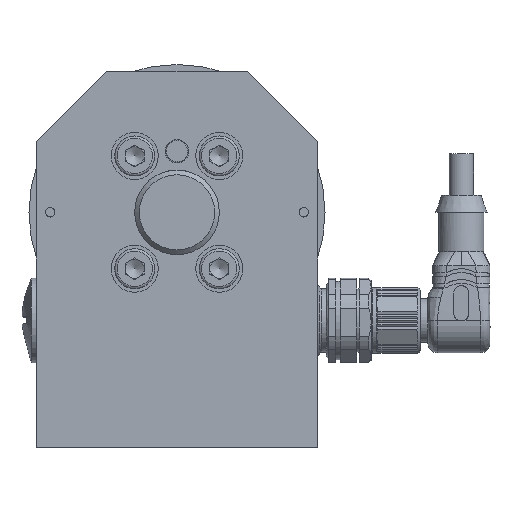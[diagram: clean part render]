
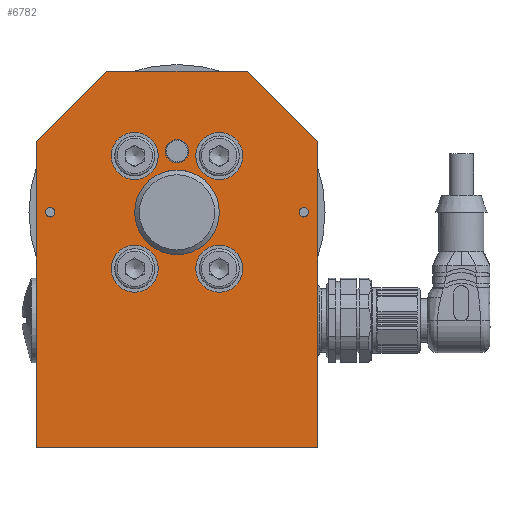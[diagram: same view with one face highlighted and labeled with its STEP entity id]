
A CAD part, top view. The second image highlights one B-rep face of the part: STEP entity #6782.
In plain terms, the highlighted planar face has unit normal (0, 0, 1).
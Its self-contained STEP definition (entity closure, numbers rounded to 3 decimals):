
#407 = ORIENTED_EDGE ( 'NONE', *, *, #15426, .F. ) ;
#640 = VECTOR ( 'NONE', #4283, 1000. ) ;
#653 = VERTEX_POINT ( 'NONE', #29479 ) ;
#975 = DIRECTION ( 'NONE',  ( 0., 0., 1. ) ) ;
#1131 = CARTESIAN_POINT ( 'NONE',  ( 0., 63., 13. ) ) ;
#1693 = VERTEX_POINT ( 'NONE', #20505 ) ;
#1807 = CARTESIAN_POINT ( 'NONE',  ( -30., 0., 13. ) ) ;
#1949 = EDGE_LOOP ( 'NONE', ( #20920 ) ) ;
#2068 = ORIENTED_EDGE ( 'NONE', *, *, #9759, .T. ) ;
#2075 = CIRCLE ( 'NONE', #27215, 1. ) ;
#2080 = CARTESIAN_POINT ( 'NONE',  ( 30., 0., 13. ) ) ;
#2523 = VECTOR ( 'NONE', #24340, 1000. ) ;
#2681 = CARTESIAN_POINT ( 'NONE',  ( 14., 62., 13. ) ) ;
#2712 = CARTESIAN_POINT ( 'NONE',  ( 0., 50., 13. ) ) ;
#3809 = LINE ( 'NONE', #10934, #9246 ) ;
#3976 = VERTEX_POINT ( 'NONE', #22812 ) ;
#3998 = VERTEX_POINT ( 'NONE', #13533 ) ;
#4248 = DIRECTION ( 'NONE',  ( 0., 0., 1. ) ) ;
#4280 = VERTEX_POINT ( 'NONE', #13705 ) ;
#4283 = DIRECTION ( 'NONE',  ( 1., 0., 0. ) ) ;
#4498 = DIRECTION ( 'NONE',  ( 1., 0., 0. ) ) ;
#4593 = EDGE_CURVE ( 'NONE', #17815, #3998, #19756, .T. ) ;
#4623 = CARTESIAN_POINT ( 'NONE',  ( -9., 38., 13. ) ) ;
#4803 = EDGE_CURVE ( 'NONE', #19943, #19943, #26605, .T. ) ;
#4880 = VERTEX_POINT ( 'NONE', #23709 ) ;
#4923 = DIRECTION ( 'NONE',  ( 1., 0., 0. ) ) ;
#5295 = EDGE_CURVE ( 'NONE', #1693, #1693, #17257, .T. ) ;
#5354 = CARTESIAN_POINT ( 'NONE',  ( -30., 80., 13. ) ) ;
#5372 = VECTOR ( 'NONE', #10205, 1000. ) ;
#5502 = ORIENTED_EDGE ( 'NONE', *, *, #14925, .F. ) ;
#5841 = CARTESIAN_POINT ( 'NONE',  ( 9., 38., 13. ) ) ;
#6013 = FACE_OUTER_BOUND ( 'NONE', #21530, .T. ) ;
#6440 = ORIENTED_EDGE ( 'NONE', *, *, #15131, .F. ) ;
#6631 = EDGE_CURVE ( 'NONE', #10049, #23768, #29047, .T. ) ;
#6782 = ADVANCED_FACE ( 'NONE', ( #20594, #17732, #25405, #18446, #29363, #19887, #27163, #15992, #6013 ), #15279, .F. ) ;
#6859 = AXIS2_PLACEMENT_3D ( 'NONE', #28050, #23236, #16282 ) ;
#7103 = AXIS2_PLACEMENT_3D ( 'NONE', #24013, #22004, #19525 ) ;
#7577 = EDGE_LOOP ( 'NONE', ( #29594 ) ) ;
#8136 = CIRCLE ( 'NONE', #18929, 5. ) ;
#8299 = CARTESIAN_POINT ( 'NONE',  ( 15., 80., 13. ) ) ;
#8607 = CIRCLE ( 'NONE', #7103, 1. ) ;
#8618 = ORIENTED_EDGE ( 'NONE', *, *, #4593, .T. ) ;
#8779 = DIRECTION ( 'NONE',  ( 0., 0., 1. ) ) ;
#9230 = LINE ( 'NONE', #1807, #640 ) ;
#9246 = VECTOR ( 'NONE', #30243, 1000. ) ;
#9752 = CARTESIAN_POINT ( 'NONE',  ( 9., 62., 13. ) ) ;
#9759 = EDGE_CURVE ( 'NONE', #23564, #653, #13095, .T. ) ;
#10049 = VERTEX_POINT ( 'NONE', #18103 ) ;
#10113 = DIRECTION ( 'NONE',  ( -0.707, 0.707, 0. ) ) ;
#10149 = DIRECTION ( 'NONE',  ( -1., 0., 0. ) ) ;
#10205 = DIRECTION ( 'NONE',  ( 0., -1., 0. ) ) ;
#10298 = CIRCLE ( 'NONE', #27540, 5. ) ;
#10432 = DIRECTION ( 'NONE',  ( 1., 0., 0. ) ) ;
#10934 = CARTESIAN_POINT ( 'NONE',  ( -30., 65., 13. ) ) ;
#11332 = VECTOR ( 'NONE', #10113, 1000. ) ;
#11830 = AXIS2_PLACEMENT_3D ( 'NONE', #4623, #14046, #4923 ) ;
#12220 = CARTESIAN_POINT ( 'NONE',  ( 27., 50., 13. ) ) ;
#12702 = EDGE_CURVE ( 'NONE', #3976, #3976, #25721, .T. ) ;
#12959 = EDGE_CURVE ( 'NONE', #13416, #13416, #2075, .T. ) ;
#13095 = LINE ( 'NONE', #5354, #2523 ) ;
#13294 = VECTOR ( 'NONE', #26883, 1000. ) ;
#13416 = VERTEX_POINT ( 'NONE', #27300 ) ;
#13533 = CARTESIAN_POINT ( 'NONE',  ( 30., 65., 13. ) ) ;
#13705 = CARTESIAN_POINT ( 'NONE',  ( 14., 38., 13. ) ) ;
#13981 = EDGE_CURVE ( 'NONE', #23768, #17815, #9230, .T. ) ;
#14046 = DIRECTION ( 'NONE',  ( 0., 0., 1. ) ) ;
#14378 = DIRECTION ( 'NONE',  ( 0., 0., 1. ) ) ;
#14420 = LINE ( 'NONE', #16876, #11332 ) ;
#14504 = AXIS2_PLACEMENT_3D ( 'NONE', #5841, #8779, #29646 ) ;
#14925 = EDGE_CURVE ( 'NONE', #4280, #4280, #27821, .T. ) ;
#15131 = EDGE_CURVE ( 'NONE', #19060, #19060, #8607, .T. ) ;
#15279 = PLANE ( 'NONE',  #6859 ) ;
#15426 = EDGE_CURVE ( 'NONE', #4880, #4880, #8136, .T. ) ;
#15992 = FACE_BOUND ( 'NONE', #1949, .T. ) ;
#16282 = DIRECTION ( 'NONE',  ( -1., 0., 0. ) ) ;
#16751 = DIRECTION ( 'NONE',  ( 0., 0., -1. ) ) ;
#16876 = CARTESIAN_POINT ( 'NONE',  ( 15., 80., 13. ) ) ;
#17257 = CIRCLE ( 'NONE', #19713, 2.5 ) ;
#17732 = FACE_BOUND ( 'NONE', #23572, .T. ) ;
#17815 = VERTEX_POINT ( 'NONE', #2080 ) ;
#18103 = CARTESIAN_POINT ( 'NONE',  ( -30., 65., 13. ) ) ;
#18441 = ORIENTED_EDGE ( 'NONE', *, *, #27470, .T. ) ;
#18446 = FACE_BOUND ( 'NONE', #28561, .T. ) ;
#18620 = ORIENTED_EDGE ( 'NONE', *, *, #5295, .F. ) ;
#18929 = AXIS2_PLACEMENT_3D ( 'NONE', #25390, #4248, #28035 ) ;
#19060 = VERTEX_POINT ( 'NONE', #28689 ) ;
#19525 = DIRECTION ( 'NONE',  ( 1., 0., 0. ) ) ;
#19713 = AXIS2_PLACEMENT_3D ( 'NONE', #1131, #975, #10432 ) ;
#19756 = LINE ( 'NONE', #29237, #13294 ) ;
#19887 = FACE_BOUND ( 'NONE', #30100, .T. ) ;
#19943 = VERTEX_POINT ( 'NONE', #20969 ) ;
#20505 = CARTESIAN_POINT ( 'NONE',  ( 2.5, 63., 13. ) ) ;
#20594 = FACE_BOUND ( 'NONE', #21934, .T. ) ;
#20920 = ORIENTED_EDGE ( 'NONE', *, *, #12702, .T. ) ;
#20969 = CARTESIAN_POINT ( 'NONE',  ( -4., 38., 13. ) ) ;
#21530 = EDGE_LOOP ( 'NONE', ( #2068, #25504, #26112, #29412, #8618, #18441 ) ) ;
#21934 = EDGE_LOOP ( 'NONE', ( #18620 ) ) ;
#22004 = DIRECTION ( 'NONE',  ( 0., 0., 1. ) ) ;
#22046 = CARTESIAN_POINT ( 'NONE',  ( -30., 0., 13. ) ) ;
#22289 = AXIS2_PLACEMENT_3D ( 'NONE', #2712, #16751, #10149 ) ;
#22410 = CARTESIAN_POINT ( 'NONE',  ( -30., 0., 13. ) ) ;
#22812 = CARTESIAN_POINT ( 'NONE',  ( -9., 50., 13. ) ) ;
#22953 = EDGE_LOOP ( 'NONE', ( #25070 ) ) ;
#23236 = DIRECTION ( 'NONE',  ( 0., 0., -1. ) ) ;
#23520 = VERTEX_POINT ( 'NONE', #2681 ) ;
#23564 = VERTEX_POINT ( 'NONE', #8299 ) ;
#23572 = EDGE_LOOP ( 'NONE', ( #6440 ) ) ;
#23623 = DIRECTION ( 'NONE',  ( 1., 0., 0. ) ) ;
#23709 = CARTESIAN_POINT ( 'NONE',  ( -4., 62., 13. ) ) ;
#23768 = VERTEX_POINT ( 'NONE', #22410 ) ;
#24013 = CARTESIAN_POINT ( 'NONE',  ( -27., 50., 13. ) ) ;
#24340 = DIRECTION ( 'NONE',  ( -1., 0., 0. ) ) ;
#24925 = ORIENTED_EDGE ( 'NONE', *, *, #4803, .F. ) ;
#25070 = ORIENTED_EDGE ( 'NONE', *, *, #26696, .F. ) ;
#25390 = CARTESIAN_POINT ( 'NONE',  ( -9., 62., 13. ) ) ;
#25405 = FACE_BOUND ( 'NONE', #7577, .T. ) ;
#25504 = ORIENTED_EDGE ( 'NONE', *, *, #25529, .T. ) ;
#25529 = EDGE_CURVE ( 'NONE', #653, #10049, #3809, .T. ) ;
#25636 = DIRECTION ( 'NONE',  ( 0., 0., 1. ) ) ;
#25721 = CIRCLE ( 'NONE', #22289, 9. ) ;
#26112 = ORIENTED_EDGE ( 'NONE', *, *, #6631, .T. ) ;
#26605 = CIRCLE ( 'NONE', #11830, 5. ) ;
#26696 = EDGE_CURVE ( 'NONE', #23520, #23520, #10298, .T. ) ;
#26883 = DIRECTION ( 'NONE',  ( 0., 1., 0. ) ) ;
#27163 = FACE_BOUND ( 'NONE', #28764, .T. ) ;
#27215 = AXIS2_PLACEMENT_3D ( 'NONE', #12220, #25636, #4498 ) ;
#27300 = CARTESIAN_POINT ( 'NONE',  ( 28., 50., 13. ) ) ;
#27470 = EDGE_CURVE ( 'NONE', #3998, #23564, #14420, .T. ) ;
#27540 = AXIS2_PLACEMENT_3D ( 'NONE', #9752, #14378, #23623 ) ;
#27821 = CIRCLE ( 'NONE', #14504, 5. ) ;
#28035 = DIRECTION ( 'NONE',  ( 1., 0., 0. ) ) ;
#28050 = CARTESIAN_POINT ( 'NONE',  ( 0., 0., 13. ) ) ;
#28561 = EDGE_LOOP ( 'NONE', ( #407 ) ) ;
#28689 = CARTESIAN_POINT ( 'NONE',  ( -26., 50., 13. ) ) ;
#28764 = EDGE_LOOP ( 'NONE', ( #24925 ) ) ;
#29047 = LINE ( 'NONE', #22046, #5372 ) ;
#29237 = CARTESIAN_POINT ( 'NONE',  ( 30., 0., 13. ) ) ;
#29363 = FACE_BOUND ( 'NONE', #22953, .T. ) ;
#29412 = ORIENTED_EDGE ( 'NONE', *, *, #13981, .T. ) ;
#29479 = CARTESIAN_POINT ( 'NONE',  ( -15., 80., 13. ) ) ;
#29594 = ORIENTED_EDGE ( 'NONE', *, *, #12959, .F. ) ;
#29646 = DIRECTION ( 'NONE',  ( 1., 0., 0. ) ) ;
#30100 = EDGE_LOOP ( 'NONE', ( #5502 ) ) ;
#30243 = DIRECTION ( 'NONE',  ( -0.707, -0.707, 0. ) ) ;
